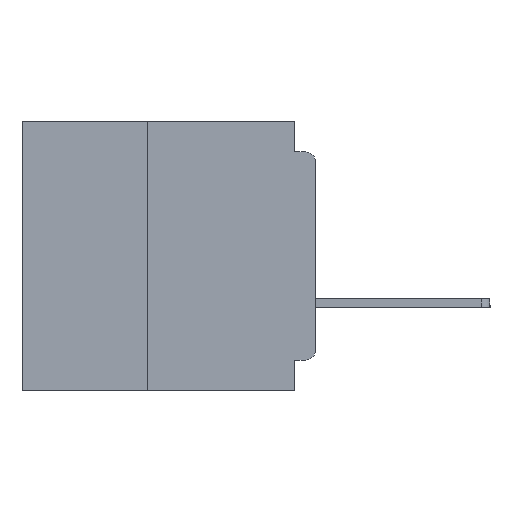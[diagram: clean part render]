
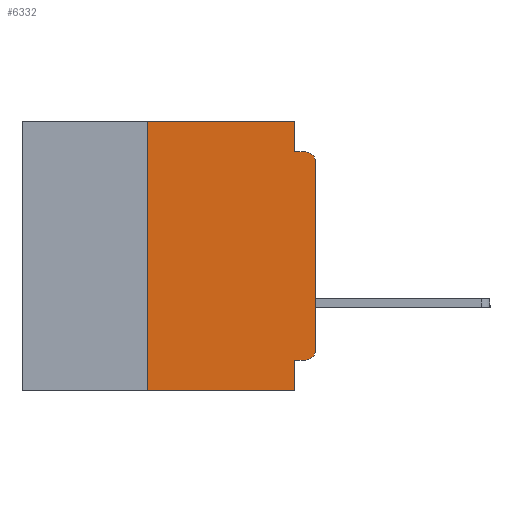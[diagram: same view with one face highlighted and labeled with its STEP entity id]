
A CAD part, left-side view. The second image highlights one B-rep face of the part: STEP entity #6332.
In plain terms, the highlighted planar face has unit normal (-1, 0, 0).
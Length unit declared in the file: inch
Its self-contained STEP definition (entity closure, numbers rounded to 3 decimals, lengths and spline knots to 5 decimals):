
#4 = ORIENTED_EDGE ( 'NONE', *, *, #9839, .T. ) ;
#128 = DIRECTION ( 'NONE',  ( 0., 0., 1. ) ) ;
#1717 = EDGE_CURVE ( 'NONE', #34844, #21198, #31996, .T. ) ;
#1749 = CARTESIAN_POINT ( 'NONE',  ( 0., 0.031, -0.4 ) ) ;
#2243 = DIRECTION ( 'NONE',  ( 0., 0., -1. ) ) ;
#2406 = DIRECTION ( 'NONE',  ( -1., 0., 0. ) ) ;
#2419 = CARTESIAN_POINT ( 'NONE',  ( 0., 0.015, -0.34 ) ) ;
#4642 = AXIS2_PLACEMENT_3D ( 'NONE', #31052, #8664, #34757 ) ;
#5487 = ORIENTED_EDGE ( 'NONE', *, *, #12824, .F. ) ;
#5794 = LINE ( 'NONE', #23762, #43150 ) ;
#6332 = ADVANCED_FACE ( 'NONE', ( #32384 ), #30408, .F. ) ;
#7142 = LINE ( 'NONE', #45531, #27129 ) ;
#7628 = DIRECTION ( 'NONE',  ( 0., -1., 0. ) ) ;
#7666 = CARTESIAN_POINT ( 'NONE',  ( 0., 0.031, 0. ) ) ;
#7832 = DIRECTION ( 'NONE',  ( 1., 0., 0. ) ) ;
#7991 = DIRECTION ( 'NONE',  ( 0., 0., -1. ) ) ;
#8231 = CARTESIAN_POINT ( 'NONE',  ( 0., 0.25, 0. ) ) ;
#8446 = CARTESIAN_POINT ( 'NONE',  ( 0., 0.437, 0. ) ) ;
#8664 = DIRECTION ( 'NONE',  ( -1., 0., 0. ) ) ;
#9839 = EDGE_CURVE ( 'NONE', #28575, #33360, #16662, .T. ) ;
#11911 = ORIENTED_EDGE ( 'NONE', *, *, #31152, .F. ) ;
#12309 = DIRECTION ( 'NONE',  ( 0., -1., 0. ) ) ;
#12824 = EDGE_CURVE ( 'NONE', #14966, #19782, #18719, .T. ) ;
#13148 = DIRECTION ( 'NONE',  ( 0., 0., -1. ) ) ;
#13156 = AXIS2_PLACEMENT_3D ( 'NONE', #26697, #7832, #7991 ) ;
#13389 = VECTOR ( 'NONE', #7628, 39.37008 ) ;
#14966 = VERTEX_POINT ( 'NONE', #41032 ) ;
#15965 = CARTESIAN_POINT ( 'NONE',  ( 0., 0., 0. ) ) ;
#16553 = CARTESIAN_POINT ( 'NONE',  ( 0., 0., -0.34 ) ) ;
#16587 = DIRECTION ( 'NONE',  ( 0., 0., 1. ) ) ;
#16662 = CIRCLE ( 'NONE', #4642, 0.015 ) ;
#17202 = VERTEX_POINT ( 'NONE', #35859 ) ;
#17546 = VECTOR ( 'NONE', #44838, 39.37008 ) ;
#17722 = ORIENTED_EDGE ( 'NONE', *, *, #22473, .F. ) ;
#18719 = LINE ( 'NONE', #7666, #17546 ) ;
#18780 = CARTESIAN_POINT ( 'NONE',  ( 0., 0., -0.045 ) ) ;
#19782 = VERTEX_POINT ( 'NONE', #22218 ) ;
#20989 = EDGE_LOOP ( 'NONE', ( #43031, #4, #11911, #5487, #17722, #36077, #23903, #43365, #25458, #42612 ) ) ;
#21011 = LINE ( 'NONE', #8446, #39670 ) ;
#21198 = VERTEX_POINT ( 'NONE', #16553 ) ;
#22218 = CARTESIAN_POINT ( 'NONE',  ( 0., 0.031, -0.045 ) ) ;
#22473 = EDGE_CURVE ( 'NONE', #46514, #14966, #21011, .T. ) ;
#22767 = LINE ( 'NONE', #1749, #42519 ) ;
#23270 = DIRECTION ( 'NONE',  ( 0., -1., 0. ) ) ;
#23762 = CARTESIAN_POINT ( 'NONE',  ( 0., 0., -0.355 ) ) ;
#23903 = ORIENTED_EDGE ( 'NONE', *, *, #28353, .T. ) ;
#25112 = CARTESIAN_POINT ( 'NONE',  ( 0., 0.031, -0.355 ) ) ;
#25458 = ORIENTED_EDGE ( 'NONE', *, *, #30283, .F. ) ;
#26697 = CARTESIAN_POINT ( 'NONE',  ( 0., 0.437, 0. ) ) ;
#27129 = VECTOR ( 'NONE', #23270, 39.37008 ) ;
#27377 = VERTEX_POINT ( 'NONE', #25112 ) ;
#28353 = EDGE_CURVE ( 'NONE', #35945, #17202, #7142, .T. ) ;
#28575 = VERTEX_POINT ( 'NONE', #43190 ) ;
#28654 = CARTESIAN_POINT ( 'NONE',  ( 0., 0.015, -0.355 ) ) ;
#29390 = CARTESIAN_POINT ( 'NONE',  ( 0., 0.015, -0.045 ) ) ;
#30129 = EDGE_CURVE ( 'NONE', #35945, #46514, #41446, .T. ) ;
#30283 = EDGE_CURVE ( 'NONE', #34844, #27377, #5794, .T. ) ;
#30408 = PLANE ( 'NONE',  #13156 ) ;
#31052 = CARTESIAN_POINT ( 'NONE',  ( 0., 0.015, -0.06 ) ) ;
#31152 = EDGE_CURVE ( 'NONE', #19782, #33360, #42998, .T. ) ;
#31606 = VECTOR ( 'NONE', #128, 39.37008 ) ;
#31996 = CIRCLE ( 'NONE', #38834, 0.015 ) ;
#32384 = FACE_OUTER_BOUND ( 'NONE', #20989, .T. ) ;
#33360 = VERTEX_POINT ( 'NONE', #29390 ) ;
#34757 = DIRECTION ( 'NONE',  ( 0., 0., -1. ) ) ;
#34844 = VERTEX_POINT ( 'NONE', #28654 ) ;
#35859 = CARTESIAN_POINT ( 'NONE',  ( 0., 0.031, -0.4 ) ) ;
#35945 = VERTEX_POINT ( 'NONE', #47208 ) ;
#36077 = ORIENTED_EDGE ( 'NONE', *, *, #30129, .F. ) ;
#36511 = EDGE_CURVE ( 'NONE', #27377, #17202, #22767, .T. ) ;
#37595 = CARTESIAN_POINT ( 'NONE',  ( 0., 0.25, -0.4 ) ) ;
#38536 = DIRECTION ( 'NONE',  ( 0., 1., 0. ) ) ;
#38834 = AXIS2_PLACEMENT_3D ( 'NONE', #2419, #2406, #2243 ) ;
#39670 = VECTOR ( 'NONE', #12309, 39.37008 ) ;
#41032 = CARTESIAN_POINT ( 'NONE',  ( 0., 0.031, 0. ) ) ;
#41446 = LINE ( 'NONE', #37595, #31606 ) ;
#42519 = VECTOR ( 'NONE', #13148, 39.37008 ) ;
#42612 = ORIENTED_EDGE ( 'NONE', *, *, #1717, .T. ) ;
#42998 = LINE ( 'NONE', #18780, #13389 ) ;
#43031 = ORIENTED_EDGE ( 'NONE', *, *, #44764, .T. ) ;
#43150 = VECTOR ( 'NONE', #38536, 39.37008 ) ;
#43190 = CARTESIAN_POINT ( 'NONE',  ( 0., 0., -0.06 ) ) ;
#43365 = ORIENTED_EDGE ( 'NONE', *, *, #36511, .F. ) ;
#44764 = EDGE_CURVE ( 'NONE', #21198, #28575, #47525, .T. ) ;
#44838 = DIRECTION ( 'NONE',  ( 0., 0., -1. ) ) ;
#45531 = CARTESIAN_POINT ( 'NONE',  ( 0., 0.437, -0.4 ) ) ;
#46367 = VECTOR ( 'NONE', #16587, 39.37008 ) ;
#46514 = VERTEX_POINT ( 'NONE', #8231 ) ;
#47208 = CARTESIAN_POINT ( 'NONE',  ( 0., 0.25, -0.4 ) ) ;
#47525 = LINE ( 'NONE', #15965, #46367 ) ;
